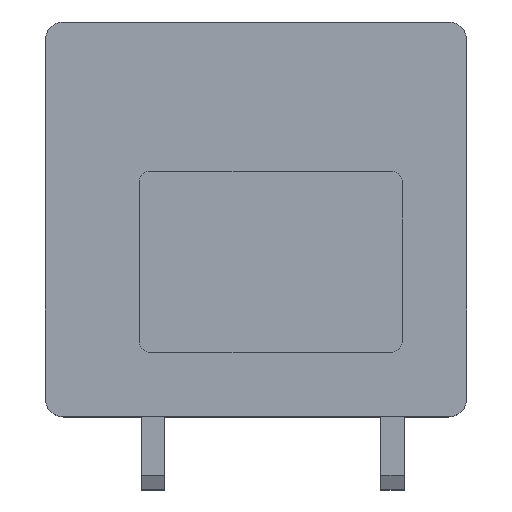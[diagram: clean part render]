
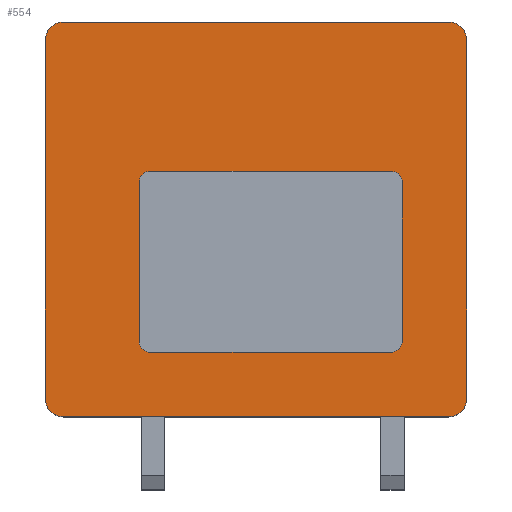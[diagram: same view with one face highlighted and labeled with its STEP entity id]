
A CAD part, top view. The second image highlights one B-rep face of the part: STEP entity #554.
In plain terms, the highlighted planar face has unit normal (0, 0, 1).
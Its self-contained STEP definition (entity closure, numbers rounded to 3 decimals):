
#84=CARTESIAN_POINT('',(-3.6,1.65,3.9));
#85=VERTEX_POINT('',#84);
#92=CARTESIAN_POINT('',(-4.,1.25,3.9));
#93=VERTEX_POINT('',#92);
#94=CARTESIAN_POINT('',(-3.6,1.25,3.9));
#95=DIRECTION('',(0.0,0.0,-1.0));
#96=DIRECTION('',(0.0,-1.0,0.0));
#97=AXIS2_PLACEMENT_3D('',#94,#95,#96);
#98=CIRCLE('',#97,0.4);
#99=EDGE_CURVE('',#93,#85,#98,.T.);
#124=CARTESIAN_POINT('',(-4.,-4.15,3.9));
#125=VERTEX_POINT('',#124);
#126=CARTESIAN_POINT('',(-4.,-4.15,3.9));
#127=DIRECTION('',(0.0,1.0,0.0));
#128=VECTOR('',#127,5.4);
#129=LINE('',#126,#128);
#130=EDGE_CURVE('',#125,#93,#129,.T.);
#156=CARTESIAN_POINT('',(-3.6,-4.55,3.9));
#157=VERTEX_POINT('',#156);
#158=CARTESIAN_POINT('',(-3.6,-4.15,3.9));
#159=DIRECTION('',(0.0,0.0,-1.0));
#160=DIRECTION('',(1.0,0.0,0.0));
#161=AXIS2_PLACEMENT_3D('',#158,#159,#160);
#162=CIRCLE('',#161,0.4);
#163=EDGE_CURVE('',#157,#125,#162,.T.);
#188=CARTESIAN_POINT('',(4.6,-4.55,3.9));
#189=VERTEX_POINT('',#188);
#190=CARTESIAN_POINT('',(4.6,-4.55,3.9));
#191=DIRECTION('',(-1.0,0.0,0.0));
#192=VECTOR('',#191,8.2);
#193=LINE('',#190,#192);
#194=EDGE_CURVE('',#189,#157,#193,.T.);
#220=CARTESIAN_POINT('',(5.,-4.15,3.9));
#221=VERTEX_POINT('',#220);
#222=CARTESIAN_POINT('',(4.6,-4.15,3.9));
#223=DIRECTION('',(0.0,0.0,-1.0));
#224=DIRECTION('',(0.0,1.0,0.0));
#225=AXIS2_PLACEMENT_3D('',#222,#223,#224);
#226=CIRCLE('',#225,0.4);
#227=EDGE_CURVE('',#221,#189,#226,.T.);
#252=CARTESIAN_POINT('',(5.,1.25,3.9));
#253=VERTEX_POINT('',#252);
#254=CARTESIAN_POINT('',(5.,1.25,3.9));
#255=DIRECTION('',(0.0,-1.0,0.0));
#256=VECTOR('',#255,5.4);
#257=LINE('',#254,#256);
#258=EDGE_CURVE('',#253,#221,#257,.T.);
#284=CARTESIAN_POINT('',(4.6,1.65,3.9));
#285=VERTEX_POINT('',#284);
#286=CARTESIAN_POINT('',(4.6,1.25,3.9));
#287=DIRECTION('',(0.0,0.0,-1.0));
#288=DIRECTION('',(-1.0,0.0,0.0));
#289=AXIS2_PLACEMENT_3D('',#286,#287,#288);
#290=CIRCLE('',#289,0.4);
#291=EDGE_CURVE('',#285,#253,#290,.T.);
#314=CARTESIAN_POINT('',(-3.6,1.65,3.9));
#315=DIRECTION('',(1.0,0.0,0.0));
#316=VECTOR('',#315,8.2);
#317=LINE('',#314,#316);
#318=EDGE_CURVE('',#85,#285,#317,.T.);
#420=CARTESIAN_POINT('',(7.2,-6.15,3.9));
#421=VERTEX_POINT('',#420);
#422=CARTESIAN_POINT('',(6.6,-6.75,3.9));
#423=VERTEX_POINT('',#422);
#424=CARTESIAN_POINT('',(6.6,-6.15,3.9));
#425=DIRECTION('',(0.0,0.0,-1.0));
#426=DIRECTION('',(0.0,1.0,0.0));
#427=AXIS2_PLACEMENT_3D('',#424,#425,#426);
#428=CIRCLE('',#427,0.6);
#429=EDGE_CURVE('',#421,#423,#428,.T.);
#462=CARTESIAN_POINT('',(-6.6,-6.75,3.9));
#463=VERTEX_POINT('',#462);
#464=CARTESIAN_POINT('',(-7.2,-6.15,3.9));
#465=VERTEX_POINT('',#464);
#466=CARTESIAN_POINT('',(-6.6,-6.15,3.9));
#467=DIRECTION('',(0.0,0.0,-1.0));
#468=DIRECTION('',(1.0,0.0,0.0));
#469=AXIS2_PLACEMENT_3D('',#466,#467,#468);
#470=CIRCLE('',#469,0.6);
#471=EDGE_CURVE('',#463,#465,#470,.T.);
#489=CARTESIAN_POINT('',(0.,0.,3.9));
#490=DIRECTION('',(0.0,0.0,1.0));
#491=DIRECTION('',(1.0,0.0,0.0));
#492=AXIS2_PLACEMENT_3D('',#489,#490,#491);
#493=PLANE('',#492);
#494=CARTESIAN_POINT('',(7.2,6.15,3.9));
#495=VERTEX_POINT('',#494);
#496=CARTESIAN_POINT('',(7.2,6.15,3.9));
#497=DIRECTION('',(0.0,-1.0,0.0));
#498=VECTOR('',#497,12.3);
#499=LINE('',#496,#498);
#500=EDGE_CURVE('',#495,#421,#499,.T.);
#501=ORIENTED_EDGE('',*,*,#500,.F.);
#502=CARTESIAN_POINT('',(6.6,6.75,3.9));
#503=VERTEX_POINT('',#502);
#504=CARTESIAN_POINT('',(6.6,6.15,3.9));
#505=DIRECTION('',(0.0,0.0,-1.0));
#506=DIRECTION('',(-1.0,0.0,0.0));
#507=AXIS2_PLACEMENT_3D('',#504,#505,#506);
#508=CIRCLE('',#507,0.6);
#509=EDGE_CURVE('',#503,#495,#508,.T.);
#510=ORIENTED_EDGE('',*,*,#509,.F.);
#511=CARTESIAN_POINT('',(-6.6,6.75,3.9));
#512=VERTEX_POINT('',#511);
#513=CARTESIAN_POINT('',(-6.6,6.75,3.9));
#514=DIRECTION('',(1.0,0.0,0.0));
#515=VECTOR('',#514,13.2);
#516=LINE('',#513,#515);
#517=EDGE_CURVE('',#512,#503,#516,.T.);
#518=ORIENTED_EDGE('',*,*,#517,.F.);
#519=CARTESIAN_POINT('',(-7.2,6.15,3.9));
#520=VERTEX_POINT('',#519);
#521=CARTESIAN_POINT('',(-6.6,6.15,3.9));
#522=DIRECTION('',(0.0,0.0,-1.0));
#523=DIRECTION('',(0.0,-1.0,0.0));
#524=AXIS2_PLACEMENT_3D('',#521,#522,#523);
#525=CIRCLE('',#524,0.6);
#526=EDGE_CURVE('',#520,#512,#525,.T.);
#527=ORIENTED_EDGE('',*,*,#526,.F.);
#528=CARTESIAN_POINT('',(-7.2,-6.15,3.9));
#529=DIRECTION('',(0.0,1.0,0.0));
#530=VECTOR('',#529,12.3);
#531=LINE('',#528,#530);
#532=EDGE_CURVE('',#465,#520,#531,.T.);
#533=ORIENTED_EDGE('',*,*,#532,.F.);
#534=ORIENTED_EDGE('',*,*,#471,.F.);
#535=CARTESIAN_POINT('',(6.6,-6.75,3.9));
#536=DIRECTION('',(-1.0,0.0,0.0));
#537=VECTOR('',#536,13.2);
#538=LINE('',#535,#537);
#539=EDGE_CURVE('',#423,#463,#538,.T.);
#540=ORIENTED_EDGE('',*,*,#539,.F.);
#541=ORIENTED_EDGE('',*,*,#429,.F.);
#542=EDGE_LOOP('',(#501,#510,#518,#527,#533,#534,#540,#541));
#543=FACE_OUTER_BOUND('',#542,.T.);
#544=ORIENTED_EDGE('',*,*,#99,.T.);
#545=ORIENTED_EDGE('',*,*,#318,.T.);
#546=ORIENTED_EDGE('',*,*,#291,.T.);
#547=ORIENTED_EDGE('',*,*,#258,.T.);
#548=ORIENTED_EDGE('',*,*,#227,.T.);
#549=ORIENTED_EDGE('',*,*,#194,.T.);
#550=ORIENTED_EDGE('',*,*,#163,.T.);
#551=ORIENTED_EDGE('',*,*,#130,.T.);
#552=EDGE_LOOP('',(#544,#545,#546,#547,#548,#549,#550,#551));
#553=FACE_BOUND('',#552,.T.);
#554=ADVANCED_FACE('',(#543,#553),#493,.T.);
